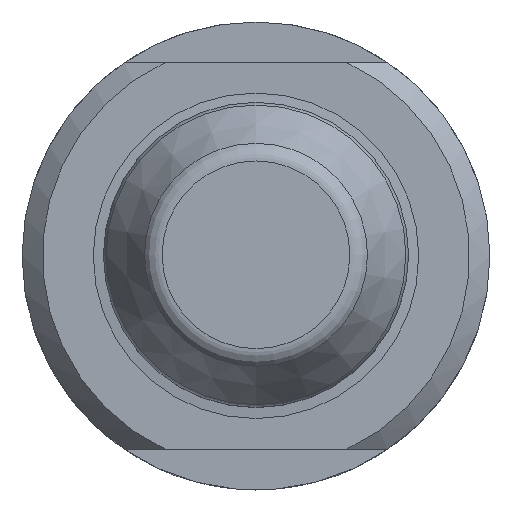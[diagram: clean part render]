
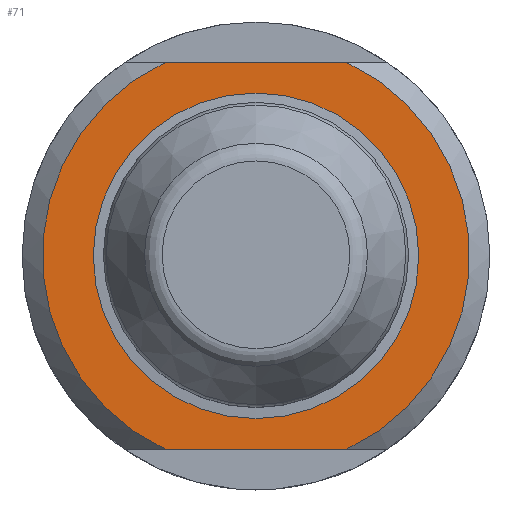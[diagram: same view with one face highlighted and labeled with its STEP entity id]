
A CAD part, top view. The second image highlights one B-rep face of the part: STEP entity #71.
In plain terms, the highlighted planar face has unit normal (0, 0, 1).
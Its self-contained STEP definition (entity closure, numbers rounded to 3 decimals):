
#37=PLANE('',#442);
#71=ADVANCED_FACE('',(#124,#125),#37,.T.);
#110=LINE('',#674,#118);
#111=LINE('',#675,#119);
#118=VECTOR('',#523,1.);
#119=VECTOR('',#524,1.);
#124=FACE_BOUND('',#172,.T.);
#125=FACE_BOUND('',#173,.T.);
#172=EDGE_LOOP('',(#239,#240,#241,#242));
#173=EDGE_LOOP('',(#243));
#239=ORIENTED_EDGE('',*,*,#354,.F.);
#240=ORIENTED_EDGE('',*,*,#351,.T.);
#241=ORIENTED_EDGE('',*,*,#355,.T.);
#242=ORIENTED_EDGE('',*,*,#349,.T.);
#243=ORIENTED_EDGE('',*,*,#356,.T.);
#313=VERTEX_POINT('',#654);
#314=VERTEX_POINT('',#656);
#315=VERTEX_POINT('',#663);
#316=VERTEX_POINT('',#664);
#317=VERTEX_POINT('',#677);
#349=EDGE_CURVE('',#314,#313,#385,.T.);
#351=EDGE_CURVE('',#315,#316,#386,.T.);
#354=EDGE_CURVE('',#315,#313,#110,.T.);
#355=EDGE_CURVE('',#316,#314,#111,.T.);
#356=EDGE_CURVE('',#317,#317,#387,.T.);
#385=CIRCLE('',#437,10.5);
#386=CIRCLE('',#439,10.5);
#387=CIRCLE('',#441,8.);
#437=AXIS2_PLACEMENT_3D('',#655,#515,#516);
#439=AXIS2_PLACEMENT_3D('',#662,#519,#520);
#441=AXIS2_PLACEMENT_3D('',#676,#525,#526);
#442=AXIS2_PLACEMENT_3D('',#678,#527,#528);
#515=DIRECTION('',(0.,0.,1.));
#516=DIRECTION('',(0.,1.,0.));
#519=DIRECTION('',(0.,0.,1.));
#520=DIRECTION('',(0.,1.,0.));
#523=DIRECTION('',(-1.,0.,0.));
#524=DIRECTION('',(-1.,0.,0.));
#525=DIRECTION('',(0.,0.,-1.));
#526=DIRECTION('',(0.,1.,0.));
#527=DIRECTION('',(0.,0.,1.));
#528=DIRECTION('',(0.,1.,0.));
#654=CARTESIAN_POINT('',(-4.472,-9.5,6.));
#655=CARTESIAN_POINT('',(0.,0.,6.));
#656=CARTESIAN_POINT('',(-4.472,9.5,6.));
#662=CARTESIAN_POINT('',(0.,0.,6.));
#663=CARTESIAN_POINT('',(4.472,-9.5,6.));
#664=CARTESIAN_POINT('',(4.472,9.5,6.));
#674=CARTESIAN_POINT('',(12.65,-9.5,6.));
#675=CARTESIAN_POINT('',(12.65,9.5,6.));
#676=CARTESIAN_POINT('',(0.,0.,6.));
#677=CARTESIAN_POINT('',(0.,8.,6.));
#678=CARTESIAN_POINT('',(0.,-5.,6.));
